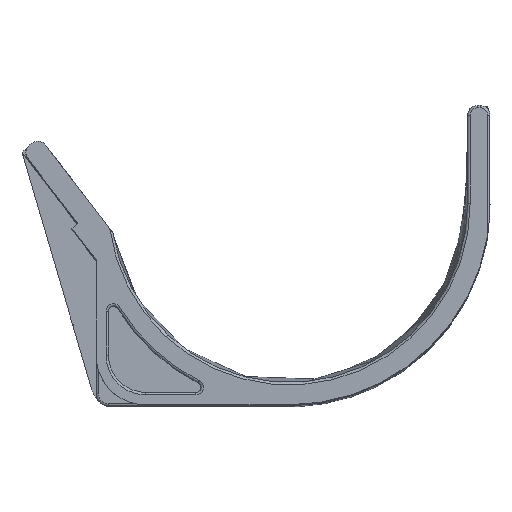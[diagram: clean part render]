
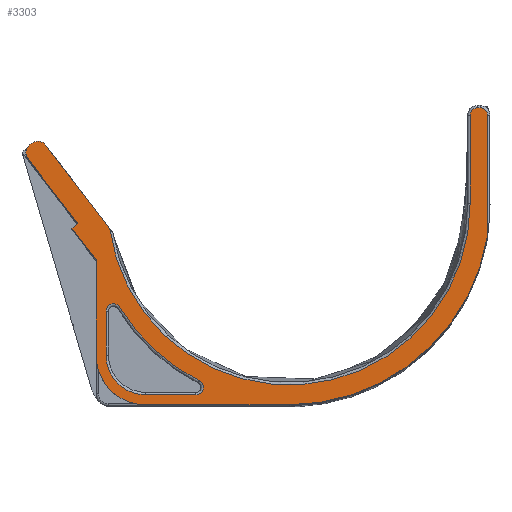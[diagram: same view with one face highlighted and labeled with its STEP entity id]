
A CAD part, top view. The second image highlights one B-rep face of the part: STEP entity #3303.
In plain terms, the highlighted planar face has unit normal (0, 0, 1).
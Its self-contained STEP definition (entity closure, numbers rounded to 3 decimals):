
#152=PLANE('',#3567);
#188=FACE_BOUND('',#1183,.T.);
#276=CIRCLE('',#3547,1.5);
#279=CIRCLE('',#3551,40.);
#282=CIRCLE('',#3555,1.5);
#285=CIRCLE('',#3560,8.);
#289=CIRCLE('',#3568,36.5);
#290=CIRCLE('',#3569,2.);
#291=CIRCLE('',#3570,2.);
#292=CIRCLE('',#3571,10.);
#293=CIRCLE('',#3572,40.5);
#294=CIRCLE('',#3573,1.5);
#295=CIRCLE('',#3574,1.5);
#502=LINE('',#7032,#765);
#503=LINE('',#7055,#766);
#510=LINE('',#7079,#773);
#511=LINE('',#7083,#774);
#512=LINE('',#7087,#775);
#513=LINE('',#7089,#776);
#514=LINE('',#7091,#777);
#515=LINE('',#7093,#778);
#516=LINE('',#7097,#779);
#517=LINE('',#7101,#780);
#518=LINE('',#7105,#781);
#519=LINE('',#7108,#782);
#765=VECTOR('',#4171,10.);
#766=VECTOR('',#4200,10.);
#773=VECTOR('',#4227,10.);
#774=VECTOR('',#4230,10.);
#775=VECTOR('',#4233,10.);
#776=VECTOR('',#4234,10.);
#777=VECTOR('',#4235,10.);
#778=VECTOR('',#4236,10.);
#779=VECTOR('',#4239,10.);
#780=VECTOR('',#4242,10.);
#781=VECTOR('',#4245,10.);
#782=VECTOR('',#4248,10.);
#990=FACE_OUTER_BOUND('',#1182,.T.);
#1182=EDGE_LOOP('',(#2773,#2774,#2775,#2776,#2777,#2778,#2779,#2780,#2781,
#2782,#2783,#2784,#2785,#2786,#2787,#2788,#2789));
#1183=EDGE_LOOP('',(#2790,#2791,#2792,#2793,#2794,#2795));
#1527=VERTEX_POINT('',#7025);
#1530=VERTEX_POINT('',#7030);
#1532=VERTEX_POINT('',#7035);
#1534=VERTEX_POINT('',#7041);
#1536=VERTEX_POINT('',#7047);
#1538=VERTEX_POINT('',#7053);
#1543=VERTEX_POINT('',#7075);
#1544=VERTEX_POINT('',#7076);
#1545=VERTEX_POINT('',#7078);
#1546=VERTEX_POINT('',#7080);
#1547=VERTEX_POINT('',#7082);
#1548=VERTEX_POINT('',#7084);
#1549=VERTEX_POINT('',#7086);
#1550=VERTEX_POINT('',#7088);
#1551=VERTEX_POINT('',#7090);
#1552=VERTEX_POINT('',#7092);
#1553=VERTEX_POINT('',#7094);
#1554=VERTEX_POINT('',#7096);
#1555=VERTEX_POINT('',#7098);
#1556=VERTEX_POINT('',#7100);
#1557=VERTEX_POINT('',#7102);
#1558=VERTEX_POINT('',#7104);
#1559=VERTEX_POINT('',#7106);
#1950=EDGE_CURVE('',#1530,#1527,#502,.T.);
#1952=EDGE_CURVE('',#1532,#1530,#276,.T.);
#1955=EDGE_CURVE('',#1534,#1532,#279,.T.);
#1958=EDGE_CURVE('',#1536,#1534,#282,.T.);
#1961=EDGE_CURVE('',#1538,#1536,#503,.T.);
#1963=EDGE_CURVE('',#1527,#1538,#285,.T.);
#1972=EDGE_CURVE('',#1543,#1544,#289,.T.);
#1973=EDGE_CURVE('',#1543,#1545,#510,.T.);
#1974=EDGE_CURVE('',#1546,#1545,#290,.T.);
#1975=EDGE_CURVE('',#1546,#1547,#511,.T.);
#1976=EDGE_CURVE('',#1548,#1547,#291,.T.);
#1977=EDGE_CURVE('',#1548,#1549,#512,.T.);
#1978=EDGE_CURVE('',#1549,#1550,#513,.T.);
#1979=EDGE_CURVE('',#1550,#1551,#514,.T.);
#1980=EDGE_CURVE('',#1551,#1552,#515,.T.);
#1981=EDGE_CURVE('',#1552,#1553,#292,.T.);
#1982=EDGE_CURVE('',#1553,#1554,#516,.T.);
#1983=EDGE_CURVE('',#1554,#1555,#293,.T.);
#1984=EDGE_CURVE('',#1556,#1555,#517,.T.);
#1985=EDGE_CURVE('',#1557,#1556,#294,.T.);
#1986=EDGE_CURVE('',#1558,#1557,#518,.T.);
#1987=EDGE_CURVE('',#1559,#1558,#295,.T.);
#1988=EDGE_CURVE('',#1544,#1559,#519,.T.);
#2773=ORIENTED_EDGE('',*,*,#1972,.F.);
#2774=ORIENTED_EDGE('',*,*,#1973,.T.);
#2775=ORIENTED_EDGE('',*,*,#1974,.F.);
#2776=ORIENTED_EDGE('',*,*,#1975,.T.);
#2777=ORIENTED_EDGE('',*,*,#1976,.F.);
#2778=ORIENTED_EDGE('',*,*,#1977,.T.);
#2779=ORIENTED_EDGE('',*,*,#1978,.T.);
#2780=ORIENTED_EDGE('',*,*,#1979,.T.);
#2781=ORIENTED_EDGE('',*,*,#1980,.T.);
#2782=ORIENTED_EDGE('',*,*,#1981,.T.);
#2783=ORIENTED_EDGE('',*,*,#1982,.T.);
#2784=ORIENTED_EDGE('',*,*,#1983,.T.);
#2785=ORIENTED_EDGE('',*,*,#1984,.F.);
#2786=ORIENTED_EDGE('',*,*,#1985,.F.);
#2787=ORIENTED_EDGE('',*,*,#1986,.F.);
#2788=ORIENTED_EDGE('',*,*,#1987,.F.);
#2789=ORIENTED_EDGE('',*,*,#1988,.F.);
#2790=ORIENTED_EDGE('',*,*,#1950,.F.);
#2791=ORIENTED_EDGE('',*,*,#1952,.F.);
#2792=ORIENTED_EDGE('',*,*,#1955,.F.);
#2793=ORIENTED_EDGE('',*,*,#1958,.F.);
#2794=ORIENTED_EDGE('',*,*,#1961,.F.);
#2795=ORIENTED_EDGE('',*,*,#1963,.F.);
#3303=ADVANCED_FACE('',(#990,#188),#152,.F.);
#3547=AXIS2_PLACEMENT_3D('',#7037,#4176,#4177);
#3551=AXIS2_PLACEMENT_3D('',#7043,#4184,#4185);
#3555=AXIS2_PLACEMENT_3D('',#7049,#4192,#4193);
#3560=AXIS2_PLACEMENT_3D('',#7058,#4204,#4205);
#3567=AXIS2_PLACEMENT_3D('',#7074,#4223,#4224);
#3568=AXIS2_PLACEMENT_3D('',#7077,#4225,#4226);
#3569=AXIS2_PLACEMENT_3D('',#7081,#4228,#4229);
#3570=AXIS2_PLACEMENT_3D('',#7085,#4231,#4232);
#3571=AXIS2_PLACEMENT_3D('',#7095,#4237,#4238);
#3572=AXIS2_PLACEMENT_3D('',#7099,#4240,#4241);
#3573=AXIS2_PLACEMENT_3D('',#7103,#4243,#4244);
#3574=AXIS2_PLACEMENT_3D('',#7107,#4246,#4247);
#4171=DIRECTION('',(0.,-1.,0.));
#4176=DIRECTION('center_axis',(0.,0.,1.));
#4177=DIRECTION('ref_axis',(-0.271,0.963,0.));
#4184=DIRECTION('center_axis',(0.,0.,-1.));
#4185=DIRECTION('ref_axis',(-0.679,-0.734,0.));
#4192=DIRECTION('center_axis',(0.,0.,1.));
#4193=DIRECTION('ref_axis',(0.973,-0.233,0.));
#4200=DIRECTION('',(1.,0.,0.));
#4204=DIRECTION('center_axis',(0.,0.,1.));
#4205=DIRECTION('ref_axis',(-0.707,-0.707,0.));
#4223=DIRECTION('center_axis',(0.,0.,-1.));
#4224=DIRECTION('ref_axis',(-1.,0.,0.));
#4225=DIRECTION('center_axis',(0.,0.,1.));
#4226=DIRECTION('ref_axis',(0.083,-0.997,0.));
#4227=DIRECTION('',(-0.609,0.793,0.));
#4228=DIRECTION('center_axis',(0.,0.,-1.));
#4229=DIRECTION('ref_axis',(0.131,0.991,0.));
#4230=DIRECTION('',(-0.793,-0.609,0.));
#4231=DIRECTION('center_axis',(0.,0.,-1.));
#4232=DIRECTION('ref_axis',(-0.991,0.131,0.));
#4233=DIRECTION('',(0.609,-0.793,0.));
#4234=DIRECTION('',(-0.793,-0.609,0.));
#4235=DIRECTION('',(0.609,-0.793,0.));
#4236=DIRECTION('',(0.,-1.,0.));
#4237=DIRECTION('center_axis',(0.,0.,1.));
#4238=DIRECTION('ref_axis',(0.,-1.,0.));
#4239=DIRECTION('',(1.,0.,0.));
#4240=DIRECTION('center_axis',(0.,0.,1.));
#4241=DIRECTION('ref_axis',(-1.,0.,0.));
#4242=DIRECTION('',(0.,-1.,0.));
#4243=DIRECTION('center_axis',(0.,0.,-1.));
#4244=DIRECTION('ref_axis',(0.707,0.707,0.));
#4245=DIRECTION('',(1.,0.,0.));
#4246=DIRECTION('center_axis',(0.,0.,-1.));
#4247=DIRECTION('ref_axis',(-0.707,0.707,0.));
#4248=DIRECTION('',(0.,1.,0.));
#7025=CARTESIAN_POINT('',(-328.791,82.89,-254.159));
#7030=CARTESIAN_POINT('',(-328.791,91.742,-254.159));
#7032=CARTESIAN_POINT('',(-328.791,92.979,-254.159));
#7035=CARTESIAN_POINT('',(-326.011,92.525,-254.159));
#7037=CARTESIAN_POINT('Origin',(-327.291,91.742,-254.159));
#7041=CARTESIAN_POINT('',(-310.,77.727,-254.159));
#7043=CARTESIAN_POINT('Origin',(-291.885,113.39,-254.159));
#7047=CARTESIAN_POINT('',(-310.68,74.89,-254.159));
#7049=CARTESIAN_POINT('Origin',(-310.68,76.39,-254.159));
#7053=CARTESIAN_POINT('',(-320.791,74.89,-254.159));
#7055=CARTESIAN_POINT('',(-302.226,74.89,-254.159));
#7058=CARTESIAN_POINT('Origin',(-320.791,82.89,-254.159));
#7074=CARTESIAN_POINT('Origin',(-298.559,103.068,-254.159));
#7075=CARTESIAN_POINT('',(-328.044,108.417,-254.159));
#7076=CARTESIAN_POINT('',(-255.385,113.535,-254.159));
#7077=CARTESIAN_POINT('Origin',(-291.885,113.39,-254.159));
#7078=CARTESIAN_POINT('',(-340.946,125.231,-254.159));
#7079=CARTESIAN_POINT('',(-327.416,107.598,-254.159));
#7080=CARTESIAN_POINT('',(-343.75,125.6,-254.159));
#7081=CARTESIAN_POINT('Origin',(-342.532,124.013,-254.159));
#7082=CARTESIAN_POINT('',(-344.147,125.296,-254.159));
#7083=CARTESIAN_POINT('',(-342.163,126.817,-254.159));
#7084=CARTESIAN_POINT('',(-344.516,122.491,-254.159));
#7085=CARTESIAN_POINT('Origin',(-342.929,123.709,-254.159));
#7086=CARTESIAN_POINT('',(-334.471,109.401,-254.159));
#7087=CARTESIAN_POINT('',(-341.168,118.128,-254.159));
#7088=CARTESIAN_POINT('',(-335.661,108.488,-254.159));
#7089=CARTESIAN_POINT('',(-335.661,108.488,-254.159));
#7090=CARTESIAN_POINT('',(-330.791,102.141,-254.159));
#7091=CARTESIAN_POINT('',(-330.791,102.141,-254.159));
#7092=CARTESIAN_POINT('',(-330.791,82.89,-254.159));
#7093=CARTESIAN_POINT('',(-330.791,82.89,-254.159));
#7094=CARTESIAN_POINT('',(-320.791,72.89,-254.159));
#7095=CARTESIAN_POINT('Origin',(-320.791,82.89,-254.159));
#7096=CARTESIAN_POINT('',(-291.885,72.89,-254.159));
#7097=CARTESIAN_POINT('',(-320.791,72.89,-254.159));
#7098=CARTESIAN_POINT('',(-251.885,107.044,-254.159));
#7099=CARTESIAN_POINT('Origin',(-291.885,113.39,-254.159));
#7100=CARTESIAN_POINT('',(-251.885,131.246,-254.159));
#7101=CARTESIAN_POINT('',(-251.885,108.157,-254.159));
#7102=CARTESIAN_POINT('',(-253.385,132.746,-254.159));
#7103=CARTESIAN_POINT('Origin',(-253.385,131.246,-254.159));
#7104=CARTESIAN_POINT('',(-253.885,132.746,-254.159));
#7105=CARTESIAN_POINT('',(-274.972,132.746,-254.159));
#7106=CARTESIAN_POINT('',(-255.385,131.246,-254.159));
#7107=CARTESIAN_POINT('Origin',(-253.885,131.246,-254.159));
#7108=CARTESIAN_POINT('',(-255.385,118.157,-254.159));
